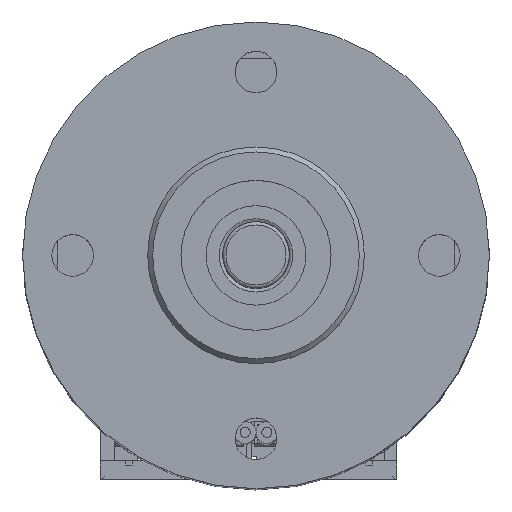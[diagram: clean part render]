
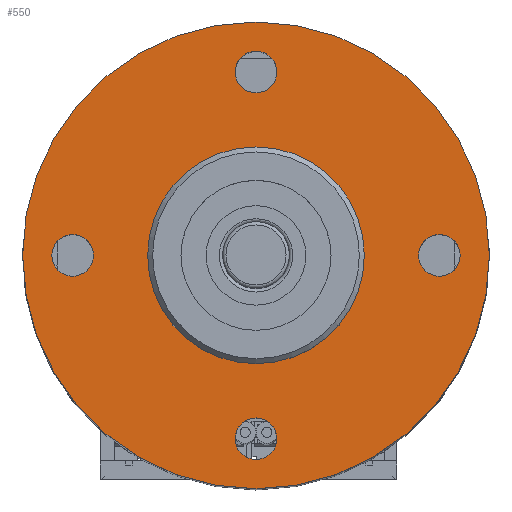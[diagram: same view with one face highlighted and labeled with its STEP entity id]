
A CAD part, top view. The second image highlights one B-rep face of the part: STEP entity #550.
In plain terms, the highlighted planar face has unit normal (0, 0, 1).
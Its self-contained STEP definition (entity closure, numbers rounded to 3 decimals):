
#150 = CIRCLE ( 'NONE', #4135, 6.5 ) ;
#550 = ADVANCED_FACE ( 'NONE', ( #5485, #10585, #15743, #15663, #4222, #4301 ), #9406, .T. ) ;
#1156 = CIRCLE ( 'NONE', #4629, 14. ) ;
#1302 = EDGE_LOOP ( 'NONE', ( #3092 ) ) ;
#2165 = EDGE_CURVE ( 'NONE', #7530, #7530, #2295, .T. ) ;
#2189 = DIRECTION ( 'NONE',  ( 1., 0., 0. ) ) ;
#2295 = CIRCLE ( 'NONE', #3096, 1.25 ) ;
#2919 = VERTEX_POINT ( 'NONE', #4085 ) ;
#3092 = ORIENTED_EDGE ( 'NONE', *, *, #9617, .F. ) ;
#3096 = AXIS2_PLACEMENT_3D ( 'NONE', #8614, #4598, #4771 ) ;
#3476 = CARTESIAN_POINT ( 'NONE',  ( 11., 0., 9. ) ) ;
#3544 = DIRECTION ( 'NONE',  ( 0., 0., 1. ) ) ;
#4055 = EDGE_LOOP ( 'NONE', ( #6288 ) ) ;
#4085 = CARTESIAN_POINT ( 'NONE',  ( 14., 0., 9. ) ) ;
#4135 = AXIS2_PLACEMENT_3D ( 'NONE', #8485, #3544, #12499 ) ;
#4147 = ORIENTED_EDGE ( 'NONE', *, *, #9929, .F. ) ;
#4222 = FACE_BOUND ( 'NONE', #15392, .T. ) ;
#4301 = FACE_OUTER_BOUND ( 'NONE', #5461, .T. ) ;
#4598 = DIRECTION ( 'NONE',  ( 0., 0., 1. ) ) ;
#4629 = AXIS2_PLACEMENT_3D ( 'NONE', #13134, #6770, #15704 ) ;
#4655 = ORIENTED_EDGE ( 'NONE', *, *, #2165, .F. ) ;
#4771 = DIRECTION ( 'NONE',  ( 1., 0., 0. ) ) ;
#4926 = DIRECTION ( 'NONE',  ( 1., 0., 0. ) ) ;
#4976 = ORIENTED_EDGE ( 'NONE', *, *, #12469, .F. ) ;
#5461 = EDGE_LOOP ( 'NONE', ( #15433 ) ) ;
#5485 = FACE_BOUND ( 'NONE', #1302, .T. ) ;
#5672 = CARTESIAN_POINT ( 'NONE',  ( 1.25, 11., 9. ) ) ;
#5703 = AXIS2_PLACEMENT_3D ( 'NONE', #3476, #15007, #7889 ) ;
#6054 = EDGE_CURVE ( 'NONE', #10453, #10453, #14699, .T. ) ;
#6173 = DIRECTION ( 'NONE',  ( 0., 0., 1. ) ) ;
#6288 = ORIENTED_EDGE ( 'NONE', *, *, #6054, .F. ) ;
#6506 = CIRCLE ( 'NONE', #16380, 1.25 ) ;
#6690 = AXIS2_PLACEMENT_3D ( 'NONE', #14492, #7742, #12843 ) ;
#6770 = DIRECTION ( 'NONE',  ( 0., 0., 1. ) ) ;
#7125 = CARTESIAN_POINT ( 'NONE',  ( 0., 11., 9. ) ) ;
#7530 = VERTEX_POINT ( 'NONE', #10050 ) ;
#7702 = CARTESIAN_POINT ( 'NONE',  ( -9.75, 0., 9. ) ) ;
#7742 = DIRECTION ( 'NONE',  ( 0., 0., 1. ) ) ;
#7889 = DIRECTION ( 'NONE',  ( 1., 0., 0. ) ) ;
#8485 = CARTESIAN_POINT ( 'NONE',  ( 0., 0., 9. ) ) ;
#8614 = CARTESIAN_POINT ( 'NONE',  ( 0., -11., 9. ) ) ;
#8933 = CIRCLE ( 'NONE', #5703, 1.25 ) ;
#9011 = EDGE_CURVE ( 'NONE', #2919, #2919, #1156, .T. ) ;
#9406 = PLANE ( 'NONE',  #6690 ) ;
#9617 = EDGE_CURVE ( 'NONE', #14689, #14689, #8933, .T. ) ;
#9929 = EDGE_CURVE ( 'NONE', #13452, #13452, #6506, .T. ) ;
#10050 = CARTESIAN_POINT ( 'NONE',  ( 1.25, -11., 9. ) ) ;
#10225 = EDGE_LOOP ( 'NONE', ( #4655 ) ) ;
#10453 = VERTEX_POINT ( 'NONE', #7702 ) ;
#10585 = FACE_BOUND ( 'NONE', #10225, .T. ) ;
#10977 = DIRECTION ( 'NONE',  ( 0., 0., 1. ) ) ;
#11515 = AXIS2_PLACEMENT_3D ( 'NONE', #12201, #6173, #4926 ) ;
#11949 = CARTESIAN_POINT ( 'NONE',  ( 12.25, 0., 9. ) ) ;
#12201 = CARTESIAN_POINT ( 'NONE',  ( -11., 0., 9. ) ) ;
#12440 = VERTEX_POINT ( 'NONE', #13699 ) ;
#12469 = EDGE_CURVE ( 'NONE', #12440, #12440, #150, .T. ) ;
#12499 = DIRECTION ( 'NONE',  ( 1., 0., 0. ) ) ;
#12843 = DIRECTION ( 'NONE',  ( 1., 0., 0. ) ) ;
#13134 = CARTESIAN_POINT ( 'NONE',  ( 0., 0., 9. ) ) ;
#13452 = VERTEX_POINT ( 'NONE', #5672 ) ;
#13699 = CARTESIAN_POINT ( 'NONE',  ( 6.5, 0., 9. ) ) ;
#14178 = EDGE_LOOP ( 'NONE', ( #4147 ) ) ;
#14492 = CARTESIAN_POINT ( 'NONE',  ( 0., 0., 9. ) ) ;
#14689 = VERTEX_POINT ( 'NONE', #11949 ) ;
#14699 = CIRCLE ( 'NONE', #11515, 1.25 ) ;
#15007 = DIRECTION ( 'NONE',  ( 0., 0., 1. ) ) ;
#15392 = EDGE_LOOP ( 'NONE', ( #4976 ) ) ;
#15433 = ORIENTED_EDGE ( 'NONE', *, *, #9011, .T. ) ;
#15663 = FACE_BOUND ( 'NONE', #14178, .T. ) ;
#15704 = DIRECTION ( 'NONE',  ( 1., 0., 0. ) ) ;
#15743 = FACE_BOUND ( 'NONE', #4055, .T. ) ;
#16380 = AXIS2_PLACEMENT_3D ( 'NONE', #7125, #10977, #2189 ) ;
